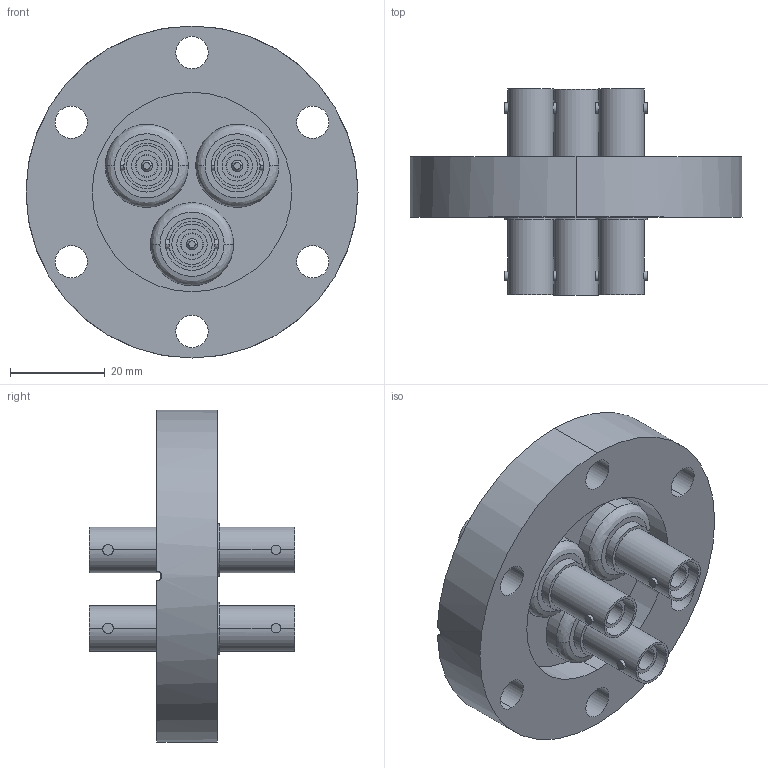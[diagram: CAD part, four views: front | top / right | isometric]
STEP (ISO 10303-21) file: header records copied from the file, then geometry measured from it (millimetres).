
FILE_DESCRIPTION (( 'STEP AP214' ), '1' );
FILE_NAME ('242-SHVD50-C40-3.STEP', '2020-06-29T08:37:06', ( '' ), ( '' ), 'SwSTEP 2.0', 'SolidWorks 2017', '' );
FILE_SCHEMA (( 'AUTOMOTIVE_DESIGN' ));
Length unit declared in the file: millimetre
Products named in the file (3): 242-SHVD50-C40-3; 242-SHVD50; 9411-C40-17.5-3_9411-C40
Assembly tree (4 placements, depth 2):
  242-SHVD50-C40-3
    9411-C40-17.5-3_9411-C40
    242-SHVD50  x3
Bounding box: 69.9 x 43.36 x 69.9 mm (x, y, z)
Volume: 38747 mm3; surface area: 26819 mm2
Topology: 4 solids, 7 shells, 251 faces, 536 edges, 342 vertices
Faces by surface type: cylinder 152, plane 71, cone 16, bspline 12
Entity records: 4206 total; most frequent: CARTESIAN_POINT 778, DIRECTION 586, ORIENTED_EDGE 480, AXIS2_PLACEMENT_3D 252, EDGE_CURVE 240, VERTEX_POINT 154, CIRCLE 142, EDGE_LOOP 142
